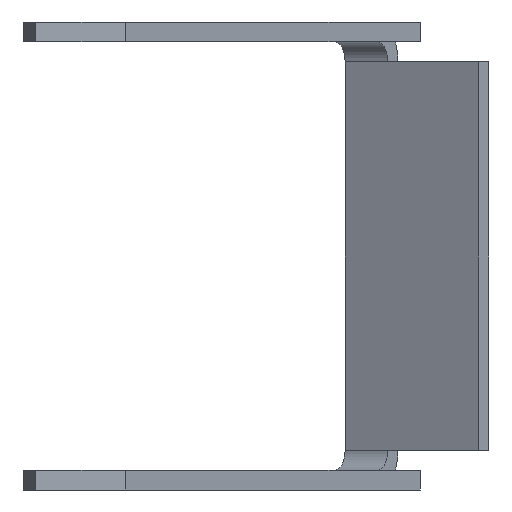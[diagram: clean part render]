
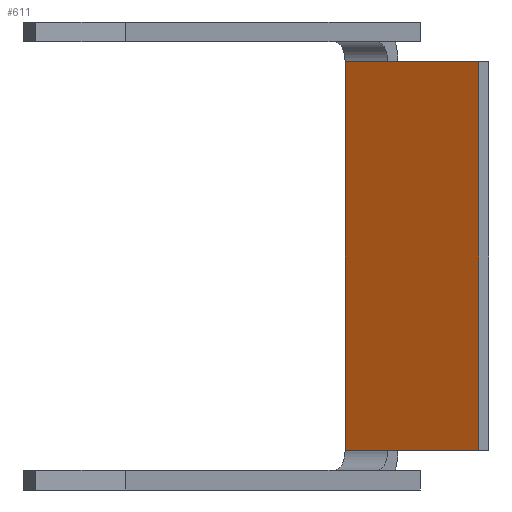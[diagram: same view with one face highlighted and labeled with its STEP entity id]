
A CAD part, left-side view. The second image highlights one B-rep face of the part: STEP entity #611.
In plain terms, the highlighted planar face has unit normal (-0.858, 0.513, 0).
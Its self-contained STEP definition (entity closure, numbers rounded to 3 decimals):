
#19=PLANE('',#669);
#49=FACE_OUTER_BOUND('',#83,.T.);
#83=EDGE_LOOP('',(#435,#436,#437,#438,#439,#440));
#132=LINE('',#887,#208);
#135=LINE('',#900,#211);
#136=LINE('',#902,#212);
#137=LINE('',#904,#213);
#138=LINE('',#906,#214);
#139=LINE('',#907,#215);
#208=VECTOR('',#716,10.);
#211=VECTOR('',#729,10.);
#212=VECTOR('',#730,10.);
#213=VECTOR('',#731,10.);
#214=VECTOR('',#732,10.);
#215=VECTOR('',#733,10.);
#285=VERTEX_POINT('',#884);
#286=VERTEX_POINT('',#886);
#291=VERTEX_POINT('',#899);
#292=VERTEX_POINT('',#901);
#293=VERTEX_POINT('',#903);
#294=VERTEX_POINT('',#905);
#341=EDGE_CURVE('',#285,#286,#132,.T.);
#347=EDGE_CURVE('',#285,#291,#135,.T.);
#348=EDGE_CURVE('',#291,#292,#136,.T.);
#349=EDGE_CURVE('',#292,#293,#137,.T.);
#350=EDGE_CURVE('',#293,#294,#138,.T.);
#351=EDGE_CURVE('',#294,#286,#139,.T.);
#435=ORIENTED_EDGE('',*,*,#341,.F.);
#436=ORIENTED_EDGE('',*,*,#347,.T.);
#437=ORIENTED_EDGE('',*,*,#348,.T.);
#438=ORIENTED_EDGE('',*,*,#349,.T.);
#439=ORIENTED_EDGE('',*,*,#350,.T.);
#440=ORIENTED_EDGE('',*,*,#351,.T.);
#611=ADVANCED_FACE('',(#49),#19,.T.);
#669=AXIS2_PLACEMENT_3D('',#898,#727,#728);
#716=DIRECTION('',(-0.513,-0.858,0.));
#727=DIRECTION('center_axis',(-0.858,0.513,0.));
#728=DIRECTION('ref_axis',(0.264,0.441,0.858));
#729=DIRECTION('',(0.,0.,-1.));
#730=DIRECTION('',(-0.513,-0.858,0.));
#731=DIRECTION('',(-0.513,-0.858,0.));
#732=DIRECTION('',(0.,0.,1.));
#733=DIRECTION('',(0.513,0.858,0.));
#884=CARTESIAN_POINT('',(-134.77,98.836,43.));
#886=CARTESIAN_POINT('',(-137.337,94.545,43.));
#887=CARTESIAN_POINT('',(-139.879,90.295,43.));
#898=CARTESIAN_POINT('Origin',(-136.967,95.163,64.872));
#899=CARTESIAN_POINT('',(-134.77,98.836,4.));
#900=CARTESIAN_POINT('',(-134.77,98.836,87.153));
#901=CARTESIAN_POINT('',(-137.337,94.545,4.));
#902=CARTESIAN_POINT('',(-139.879,90.295,4.));
#903=CARTESIAN_POINT('',(-142.792,85.427,4.));
#904=CARTESIAN_POINT('',(-137.337,94.545,4.));
#905=CARTESIAN_POINT('',(-142.792,85.427,43.));
#906=CARTESIAN_POINT('',(-142.792,85.427,4.));
#907=CARTESIAN_POINT('',(-139.904,90.254,43.));
